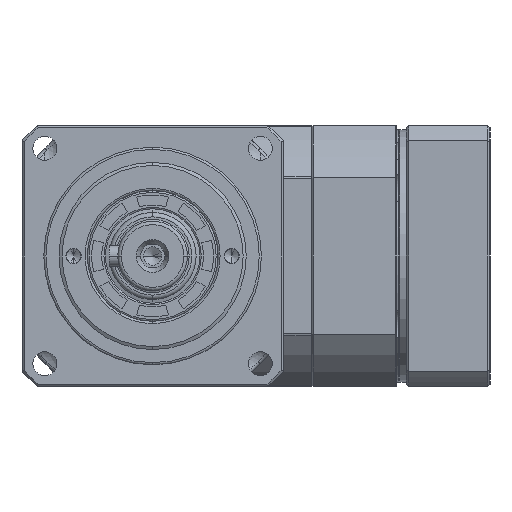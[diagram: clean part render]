
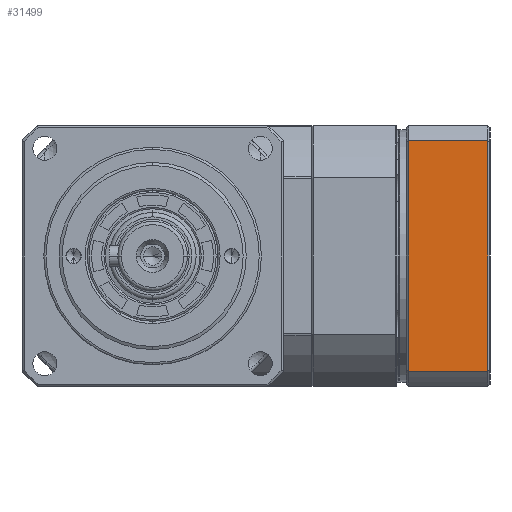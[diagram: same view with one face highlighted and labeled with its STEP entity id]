
A CAD part, left-side view. The second image highlights one B-rep face of the part: STEP entity #31499.
In plain terms, the highlighted face is planar.
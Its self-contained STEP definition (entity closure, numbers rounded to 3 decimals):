
#900 = VECTOR ( 'NONE', #27081, 1000. ) ;
#2199 = DIRECTION ( 'NONE',  ( 0., 0., 1. ) ) ;
#3315 = CARTESIAN_POINT ( 'NONE',  ( -51., 30., -26.458 ) ) ;
#3965 = CARTESIAN_POINT ( 'NONE',  ( 24.5, 30., 26.458 ) ) ;
#9704 = LINE ( 'NONE', #44274, #30606 ) ;
#10536 = EDGE_CURVE ( 'NONE', #20892, #33641, #35970, .T. ) ;
#15673 = CARTESIAN_POINT ( 'NONE',  ( -51., 30., 26.458 ) ) ;
#17017 = EDGE_LOOP ( 'NONE', ( #40178, #22337, #25344, #20666 ) ) ;
#19539 = EDGE_CURVE ( 'NONE', #30184, #36057, #9704, .T. ) ;
#20666 = ORIENTED_EDGE ( 'NONE', *, *, #35451, .T. ) ;
#20892 = VERTEX_POINT ( 'NONE', #3965 ) ;
#21227 = CARTESIAN_POINT ( 'NONE',  ( 6.3, 30., -26.458 ) ) ;
#22337 = ORIENTED_EDGE ( 'NONE', *, *, #40025, .T. ) ;
#23396 = DIRECTION ( 'NONE',  ( 0., 1., 0. ) ) ;
#25344 = ORIENTED_EDGE ( 'NONE', *, *, #10536, .T. ) ;
#25528 = LINE ( 'NONE', #3315, #34263 ) ;
#26301 = CARTESIAN_POINT ( 'NONE',  ( 24.5, 30., -26.458 ) ) ;
#26582 = CARTESIAN_POINT ( 'NONE',  ( 24.5, 30., -26.458 ) ) ;
#27081 = DIRECTION ( 'NONE',  ( 0., 0., -1. ) ) ;
#30184 = VERTEX_POINT ( 'NONE', #21227 ) ;
#30606 = VECTOR ( 'NONE', #44421, 1000. ) ;
#31424 = DIRECTION ( 'NONE',  ( -1., 0., 0. ) ) ;
#31499 = ADVANCED_FACE ( 'NONE', ( #36983 ), #43638, .T. ) ;
#32414 = LINE ( 'NONE', #15673, #33077 ) ;
#33077 = VECTOR ( 'NONE', #39784, 1000. ) ;
#33468 = CARTESIAN_POINT ( 'NONE',  ( -51., 30., -26.458 ) ) ;
#33641 = VERTEX_POINT ( 'NONE', #26301 ) ;
#34263 = VECTOR ( 'NONE', #31424, 1000. ) ;
#35451 = EDGE_CURVE ( 'NONE', #33641, #30184, #25528, .T. ) ;
#35970 = LINE ( 'NONE', #26582, #900 ) ;
#36057 = VERTEX_POINT ( 'NONE', #44341 ) ;
#36983 = FACE_OUTER_BOUND ( 'NONE', #17017, .T. ) ;
#39784 = DIRECTION ( 'NONE',  ( 1., 0., 0. ) ) ;
#40025 = EDGE_CURVE ( 'NONE', #36057, #20892, #32414, .T. ) ;
#40178 = ORIENTED_EDGE ( 'NONE', *, *, #19539, .T. ) ;
#43466 = AXIS2_PLACEMENT_3D ( 'NONE', #33468, #23396, #2199 ) ;
#43638 = PLANE ( 'NONE',  #43466 ) ;
#44274 = CARTESIAN_POINT ( 'NONE',  ( 6.3, 30., 0. ) ) ;
#44341 = CARTESIAN_POINT ( 'NONE',  ( 6.3, 30., 26.458 ) ) ;
#44421 = DIRECTION ( 'NONE',  ( 0., 0., 1. ) ) ;
